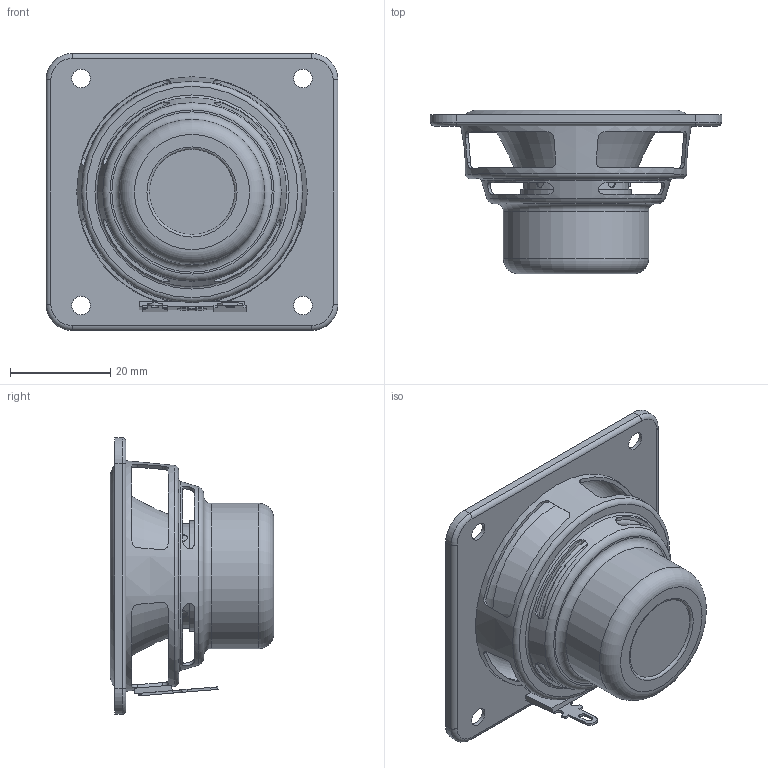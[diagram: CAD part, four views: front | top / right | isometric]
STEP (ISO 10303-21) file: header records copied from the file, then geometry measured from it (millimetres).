
FILE_DESCRIPTION(/* description */ (''),/* implementation_level */ '2;1');
FILE_NAME(/* name */ 'AS05804PS-X-R.stp',/* time_stamp */ '2019-11-11T09:51:26-05:00',/* author */ ('VanDenBroek'),/* organization */ (''),/* preprocessor_version */ 'ST-DEVELOPER v16.1',/* originating_system */ 'Autodesk Inventor 2016',/* authorisation */ '');
FILE_SCHEMA (('AUTOMOTIVE_DESIGN { 1 0 10303 214 3 1 1 }'));
Length unit declared in the file: millimetre
Products named in the file (1): AS05804PS-X-R
Bounding box: 58.3 x 32.64 x 55.3 mm (x, y, z)
Volume: 14565.3 mm3; surface area: 23797.2 mm2
Topology: 7 solids, 7 shells, 206 faces, 496 edges, 319 vertices
Faces by surface type: plane 102, cylinder 70, torus 25, cone 7, bspline 2
Full cylindrical faces by diameter (mm): 2 x6, 3.7 x4, 5.75 x1, 19.4 x1, 20 x1, 20.5 x1, 21 x2, 22 x1, 22.938 x1, 23 x1, 27.42 x2, 27.916 x1, 29 x1, 42.636 x1, 46 x1, 46.4 x1, 52 x1
Entity records: 6982 total; most frequent: CARTESIAN_POINT 2105, DIRECTION 916, ORIENTED_EDGE 866, EDGE_CURVE 430, AXIS2_PLACEMENT_3D 359, EDGE_LOOP 328, VERTEX_POINT 312, FACE_OUTER_BOUND 206
